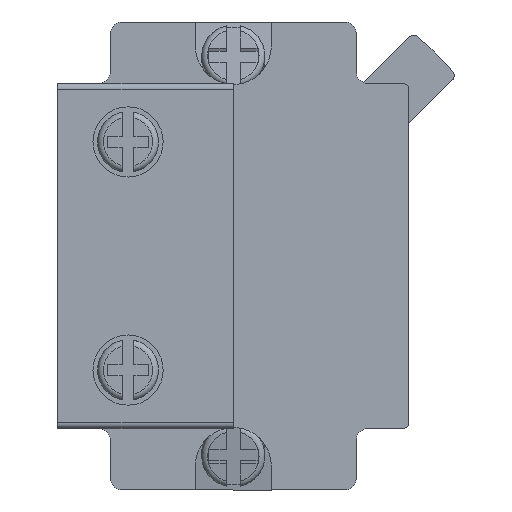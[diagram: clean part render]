
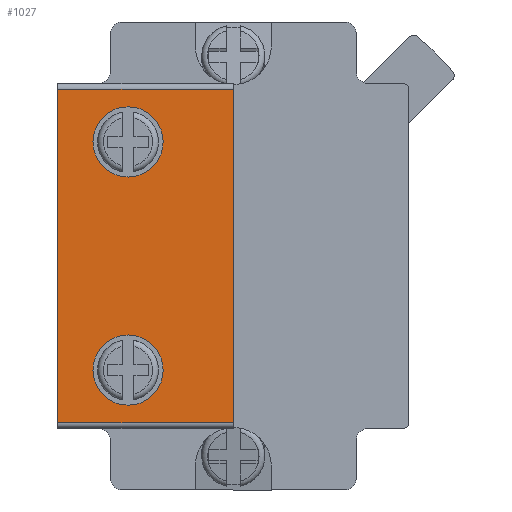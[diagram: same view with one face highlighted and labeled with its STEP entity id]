
A CAD part, front view. The second image highlights one B-rep face of the part: STEP entity #1027.
In plain terms, the highlighted planar face has unit normal (0, -1, 0).
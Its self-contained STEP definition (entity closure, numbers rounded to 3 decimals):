
#134 = DIRECTION ( 'NONE',  ( 0., 0., -1. ) ) ;
#265 = DIRECTION ( 'NONE',  ( 0., 0., -1. ) ) ;
#311 = CARTESIAN_POINT ( 'NONE',  ( 15., 17.8, -14.25 ) ) ;
#512 = CIRCLE ( 'NONE', #4356, 3. ) ;
#530 = EDGE_LOOP ( 'NONE', ( #2936, #1827 ) ) ;
#533 = VECTOR ( 'NONE', #4431, 1000. ) ;
#582 = VERTEX_POINT ( 'NONE', #1705 ) ;
#594 = VERTEX_POINT ( 'NONE', #2142 ) ;
#622 = VECTOR ( 'NONE', #4402, 1000. ) ;
#815 = DIRECTION ( 'NONE',  ( 0., 0., -1. ) ) ;
#1027 = ADVANCED_FACE ( 'NONE', ( #6193, #2654, #1998 ), #3145, .F. ) ;
#1183 = CARTESIAN_POINT ( 'NONE',  ( 0., 17.8, 14.75 ) ) ;
#1226 = CARTESIAN_POINT ( 'NONE',  ( -15., 17.8, -14.75 ) ) ;
#1258 = AXIS2_PLACEMENT_3D ( 'NONE', #3704, #4750, #3730 ) ;
#1281 = DIRECTION ( 'NONE',  ( 0., -1., 0. ) ) ;
#1305 = CIRCLE ( 'NONE', #2541, 3. ) ;
#1455 = EDGE_CURVE ( 'NONE', #2897, #1795, #3477, .T. ) ;
#1614 = VERTEX_POINT ( 'NONE', #5844 ) ;
#1644 = CARTESIAN_POINT ( 'NONE',  ( -9., 17.8, -9.75 ) ) ;
#1705 = CARTESIAN_POINT ( 'NONE',  ( -15., 17.8, 14.25 ) ) ;
#1795 = VERTEX_POINT ( 'NONE', #2200 ) ;
#1801 = AXIS2_PLACEMENT_3D ( 'NONE', #1644, #2738, #134 ) ;
#1808 = VERTEX_POINT ( 'NONE', #2719 ) ;
#1827 = ORIENTED_EDGE ( 'NONE', *, *, #4062, .F. ) ;
#1835 = CARTESIAN_POINT ( 'NONE',  ( -9., 17.8, 9.75 ) ) ;
#1998 = FACE_OUTER_BOUND ( 'NONE', #3612, .T. ) ;
#2070 = CARTESIAN_POINT ( 'NONE',  ( -9., 17.8, 9.75 ) ) ;
#2140 = ORIENTED_EDGE ( 'NONE', *, *, #2958, .F. ) ;
#2142 = CARTESIAN_POINT ( 'NONE',  ( -9., 17.8, 12.75 ) ) ;
#2200 = CARTESIAN_POINT ( 'NONE',  ( 0., 17.8, -14.25 ) ) ;
#2254 = VECTOR ( 'NONE', #6537, 1000. ) ;
#2358 = CARTESIAN_POINT ( 'NONE',  ( -9., 17.8, -6.75 ) ) ;
#2461 = CARTESIAN_POINT ( 'NONE',  ( 0., 17.8, 14.25 ) ) ;
#2541 = AXIS2_PLACEMENT_3D ( 'NONE', #4472, #2870, #815 ) ;
#2654 = FACE_BOUND ( 'NONE', #3813, .T. ) ;
#2663 = CIRCLE ( 'NONE', #5067, 3. ) ;
#2719 = CARTESIAN_POINT ( 'NONE',  ( -9., 17.8, 6.75 ) ) ;
#2738 = DIRECTION ( 'NONE',  ( 0., -1., 0. ) ) ;
#2760 = CIRCLE ( 'NONE', #1801, 3. ) ;
#2846 = LINE ( 'NONE', #1226, #533 ) ;
#2870 = DIRECTION ( 'NONE',  ( 0., -1., 0. ) ) ;
#2897 = VERTEX_POINT ( 'NONE', #4450 ) ;
#2936 = ORIENTED_EDGE ( 'NONE', *, *, #6851, .F. ) ;
#2958 = EDGE_CURVE ( 'NONE', #2897, #582, #2846, .T. ) ;
#2979 = DIRECTION ( 'NONE',  ( 1., 0., 0. ) ) ;
#3000 = EDGE_CURVE ( 'NONE', #6699, #582, #3343, .T. ) ;
#3145 = PLANE ( 'NONE',  #1258 ) ;
#3343 = LINE ( 'NONE', #3871, #622 ) ;
#3477 = LINE ( 'NONE', #311, #4068 ) ;
#3612 = EDGE_LOOP ( 'NONE', ( #6162, #4700, #3756, #2140 ) ) ;
#3704 = CARTESIAN_POINT ( 'NONE',  ( 15., 17.8, -14.75 ) ) ;
#3730 = DIRECTION ( 'NONE',  ( 0., 0., 1. ) ) ;
#3736 = DIRECTION ( 'NONE',  ( 0., 0., -1. ) ) ;
#3756 = ORIENTED_EDGE ( 'NONE', *, *, #3000, .T. ) ;
#3813 = EDGE_LOOP ( 'NONE', ( #4191, #6157 ) ) ;
#3871 = CARTESIAN_POINT ( 'NONE',  ( 15., 17.8, 14.25 ) ) ;
#4045 = EDGE_CURVE ( 'NONE', #6699, #1795, #4733, .T. ) ;
#4062 = EDGE_CURVE ( 'NONE', #594, #1808, #512, .T. ) ;
#4068 = VECTOR ( 'NONE', #2979, 1000. ) ;
#4191 = ORIENTED_EDGE ( 'NONE', *, *, #5991, .F. ) ;
#4356 = AXIS2_PLACEMENT_3D ( 'NONE', #1835, #1281, #265 ) ;
#4402 = DIRECTION ( 'NONE',  ( -1., 0., 0. ) ) ;
#4431 = DIRECTION ( 'NONE',  ( 0., 0., 1. ) ) ;
#4450 = CARTESIAN_POINT ( 'NONE',  ( -15., 17.8, -14.25 ) ) ;
#4472 = CARTESIAN_POINT ( 'NONE',  ( -9., 17.8, -9.75 ) ) ;
#4605 = VERTEX_POINT ( 'NONE', #2358 ) ;
#4700 = ORIENTED_EDGE ( 'NONE', *, *, #4045, .F. ) ;
#4733 = LINE ( 'NONE', #1183, #2254 ) ;
#4750 = DIRECTION ( 'NONE',  ( 0., 1., 0. ) ) ;
#4757 = DIRECTION ( 'NONE',  ( 0., -1., 0. ) ) ;
#5067 = AXIS2_PLACEMENT_3D ( 'NONE', #2070, #4757, #3736 ) ;
#5844 = CARTESIAN_POINT ( 'NONE',  ( -9., 17.8, -12.75 ) ) ;
#5991 = EDGE_CURVE ( 'NONE', #1614, #4605, #1305, .T. ) ;
#6157 = ORIENTED_EDGE ( 'NONE', *, *, #6355, .F. ) ;
#6162 = ORIENTED_EDGE ( 'NONE', *, *, #1455, .T. ) ;
#6193 = FACE_BOUND ( 'NONE', #530, .T. ) ;
#6355 = EDGE_CURVE ( 'NONE', #4605, #1614, #2760, .T. ) ;
#6537 = DIRECTION ( 'NONE',  ( 0., 0., -1. ) ) ;
#6699 = VERTEX_POINT ( 'NONE', #2461 ) ;
#6851 = EDGE_CURVE ( 'NONE', #1808, #594, #2663, .T. ) ;
